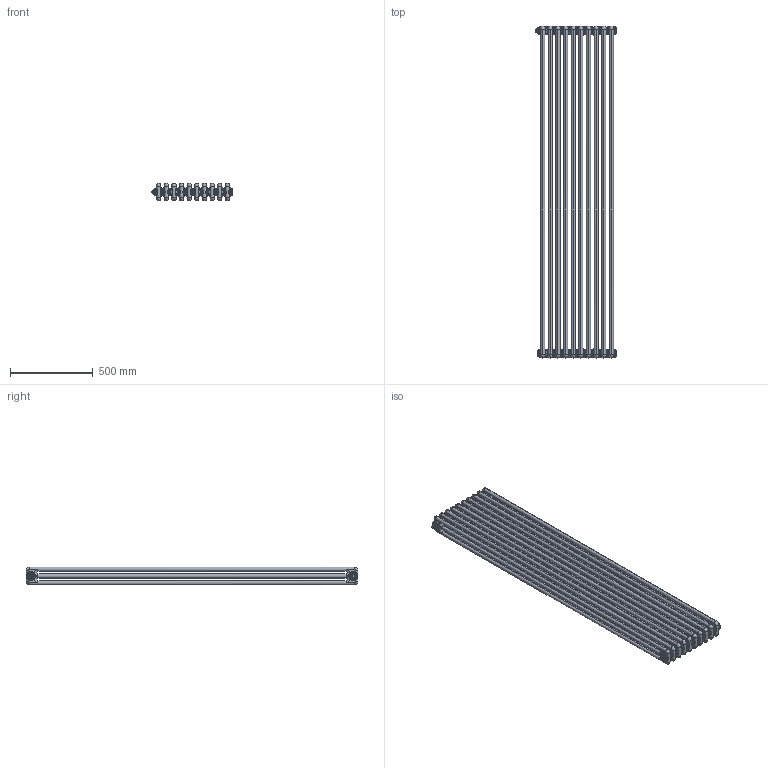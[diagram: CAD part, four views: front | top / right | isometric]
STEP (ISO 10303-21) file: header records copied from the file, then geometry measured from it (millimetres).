
FILE_DESCRIPTION((''),'2;1');
FILE_NAME('3541700000029_3D_SITO_ASM','2024-01-18T17:38:39',('PTC3'),(''),'CREO PARAMETRIC BY PTC INC, 2023092','CREO PARAMETRIC BY PTC INC, 2023092','');
FILE_SCHEMA(('AUTOMOTIVE_DESIGN { 1 0 10303 214 1 1 1 1 }'));
Length unit declared in the file: millimetre
Products named in the file (6): 2661700500086_3D_SITO; 1006381480001_3D_SITO; 1006381480002_3D_SITO; 1011181480002_3D_SITO; 1041001240002; 3541700000029_3D_SITO_ASM
Assembly tree (15 placements, depth 2):
  3541700000029_3D_SITO_ASM
    2661700500086_3D_SITO  x10
    1006381480001_3D_SITO  x2
    1006381480002_3D_SITO
    1011181480002_3D_SITO
    1041001240002
Bounding box: 493.2 x 2000 x 107 mm (x, y, z)
Volume: 31573760.4 mm3; surface area: 4838423.9 mm2
Topology: 15 solids, 24 shells, 1704 faces, 4621 edges, 2944 vertices
Faces by surface type: plane 824, torus 324, cylinder 280, bspline 170, extrusion 64, cone 30, sphere 12
Entity records: 35566 total; most frequent: CARTESIAN_POINT 8068, ORIENTED_EDGE 4470, DIRECTION 4254, EDGE_CURVE 2245, VECTOR 1442, VERTEX_POINT 1441, AXIS2_PLACEMENT_3D 1397, LINE 1394
